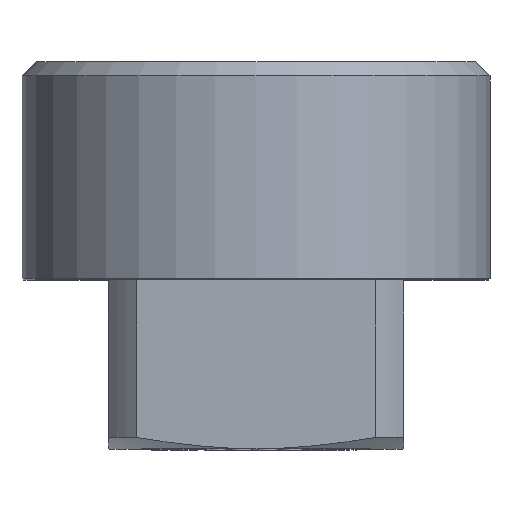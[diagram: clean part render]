
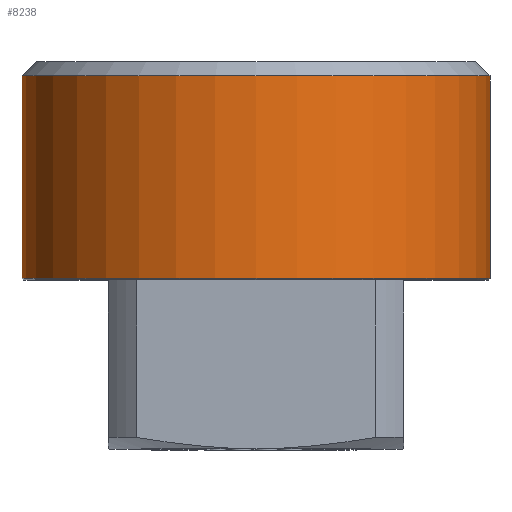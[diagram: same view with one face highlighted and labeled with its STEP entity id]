
A CAD part, top view. The second image highlights one B-rep face of the part: STEP entity #8238.
In plain terms, the highlighted cylindrical face has radius 16.625 mm (diameter 33.249 mm), a full revolution.
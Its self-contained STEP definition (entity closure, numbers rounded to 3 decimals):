
#60 = VERTEX_POINT ( 'NONE', #4246 ) ;
#296 = VERTEX_POINT ( 'NONE', #4270 ) ;
#590 = AXIS2_PLACEMENT_3D ( 'NONE', #2419, #2418, #2417 ) ;
#2417 = DIRECTION ( 'NONE',  ( 1., 0., 0. ) ) ;
#2418 = DIRECTION ( 'NONE',  ( 0., 1., 0. ) ) ;
#2419 = CARTESIAN_POINT ( 'NONE',  ( 0., 12., 0. ) ) ;
#2786 = ORIENTED_EDGE ( 'NONE', *, *, #4332, .T. ) ;
#2787 = ORIENTED_EDGE ( 'NONE', *, *, #4403, .T. ) ;
#3091 = EDGE_LOOP ( 'NONE', ( #2786 ) ) ;
#3174 = EDGE_LOOP ( 'NONE', ( #2787 ) ) ;
#4246 = CARTESIAN_POINT ( 'NONE',  ( 16.625, 12.114, 0. ) ) ;
#4270 = CARTESIAN_POINT ( 'NONE',  ( 16.625, 26.5, 0. ) ) ;
#4332 = EDGE_CURVE ( 'NONE', #60, #60, #5074, .T. ) ;
#4403 = EDGE_CURVE ( 'NONE', #296, #296, #4972, .T. ) ;
#4598 = FACE_OUTER_BOUND ( 'NONE', #3174, .T. ) ;
#4639 = FACE_OUTER_BOUND ( 'NONE', #3091, .T. ) ;
#4674 = CYLINDRICAL_SURFACE ( 'NONE', #590, 16.625 ) ;
#4972 = CIRCLE ( 'NONE', #9458, 16.625 ) ;
#5074 = CIRCLE ( 'NONE', #9222, 16.625 ) ;
#6003 = DIRECTION ( 'NONE',  ( 1., 0., 0. ) ) ;
#6004 = DIRECTION ( 'NONE',  ( 0., 1., 0. ) ) ;
#6006 = CARTESIAN_POINT ( 'NONE',  ( 0., 12.114, 0. ) ) ;
#8238 = ADVANCED_FACE ( 'NONE', ( #4639, #4598 ), #4674, .T. ) ;
#9222 = AXIS2_PLACEMENT_3D ( 'NONE', #6006, #6004, #6003 ) ;
#9458 = AXIS2_PLACEMENT_3D ( 'NONE', #9616, #9615, #9612 ) ;
#9612 = DIRECTION ( 'NONE',  ( 1., 0., 0. ) ) ;
#9615 = DIRECTION ( 'NONE',  ( 0., -1., 0. ) ) ;
#9616 = CARTESIAN_POINT ( 'NONE',  ( 0., 26.5, 0. ) ) ;
